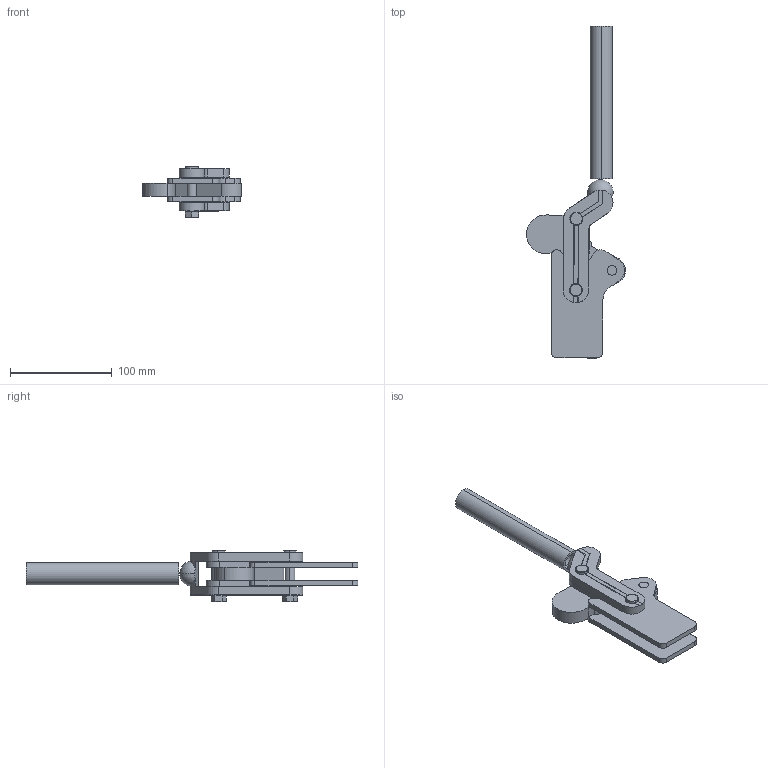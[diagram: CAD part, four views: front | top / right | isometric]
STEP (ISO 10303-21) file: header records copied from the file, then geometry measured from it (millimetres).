
FILE_DESCRIPTION (( 'STEP AP214' ), '1' );
FILE_NAME ('GH-70103(Â²¤Æ)-1.STEP', '2020-03-05T05:44:15', ( 'LinWei' ), ( '' ), 'SwSTEP 2.0', 'SolidWorks 2016', '' );
FILE_SCHEMA (( 'AUTOMOTIVE_DESIGN' ));
Length unit declared in the file: millimetre
Products named in the file (6): 4702D152-1^GH-70103(簡化)-1; 3700208-1^GH-70103(簡化)-1; Group2^GH-70103(簡化)-1; Group1^GH-70103(簡化)-1; Group5^GH-70103(簡化)-1; GH-70103(簡化)-1
Assembly tree (5 placements, depth 2):
  GH-70103(簡化)-1
    Group5^GH-70103(簡化)-1
    Group1^GH-70103(簡化)-1
    Group2^GH-70103(簡化)-1
    3700208-1^GH-70103(簡化)-1
    4702D152-1^GH-70103(簡化)-1
Bounding box: 97.29 x 326.18 x 50.81 mm (x, y, z)
Volume: 192226.7 mm3; surface area: 82366 mm2
Topology: 5 solids, 5 shells, 230 faces, 606 edges, 393 vertices
Faces by surface type: plane 101, cylinder 99, cone 28, sphere 2
Entity records: 8533 total; most frequent: CARTESIAN_POINT 1679, DIRECTION 1246, ORIENTED_EDGE 1212, EDGE_CURVE 606, AXIS2_PLACEMENT_3D 480, VERTEX_POINT 393, LINE 286, VECTOR 286
